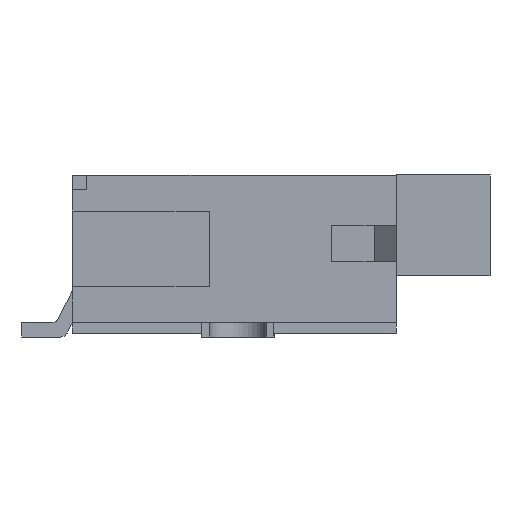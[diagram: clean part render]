
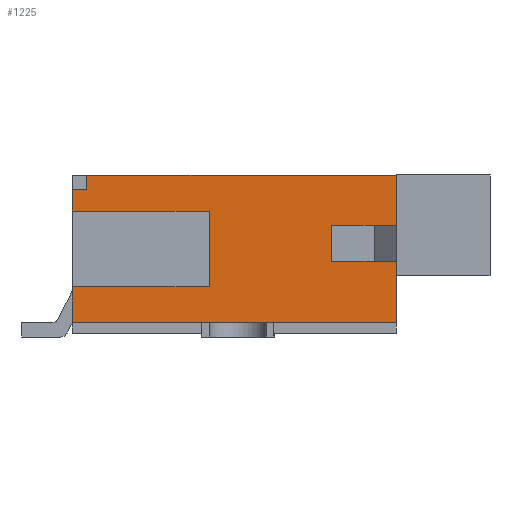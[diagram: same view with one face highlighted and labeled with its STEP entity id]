
A CAD part, left-side view. The second image highlights one B-rep face of the part: STEP entity #1225.
In plain terms, the highlighted planar face has unit normal (-1, 0, 0).
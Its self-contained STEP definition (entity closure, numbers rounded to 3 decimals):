
#1225 = ADVANCED_FACE( '', ( #2454 ), #2455, .T. );
#2454 = FACE_OUTER_BOUND( '', #3797, .T. );
#2455 = PLANE( '', #3798 );
#3797 = EDGE_LOOP( '', ( #6970, #6971, #6972, #6973, #6974, #6975, #6976, #6977, #6978, #6979, #6980, #6981, #6982, #6983 ) );
#3798 = AXIS2_PLACEMENT_3D( '', #6984, #6985, #6986 );
#6970 = ORIENTED_EDGE( '', *, *, #10710, .F. );
#6971 = ORIENTED_EDGE( '', *, *, #10587, .F. );
#6972 = ORIENTED_EDGE( '', *, *, #10781, .T. );
#6973 = ORIENTED_EDGE( '', *, *, #9629, .F. );
#6974 = ORIENTED_EDGE( '', *, *, #10782, .T. );
#6975 = ORIENTED_EDGE( '', *, *, #10783, .T. );
#6976 = ORIENTED_EDGE( '', *, *, #10784, .T. );
#6977 = ORIENTED_EDGE( '', *, *, #10569, .F. );
#6978 = ORIENTED_EDGE( '', *, *, #10632, .T. );
#6979 = ORIENTED_EDGE( '', *, *, #10785, .T. );
#6980 = ORIENTED_EDGE( '', *, *, #10786, .T. );
#6981 = ORIENTED_EDGE( '', *, *, #10394, .T. );
#6982 = ORIENTED_EDGE( '', *, *, #10787, .T. );
#6983 = ORIENTED_EDGE( '', *, *, #10788, .T. );
#6984 = CARTESIAN_POINT( '', ( -15.3, 0., 0. ) );
#6985 = DIRECTION( '', ( -1., 0., 0. ) );
#6986 = DIRECTION( '', ( 0., 0., 1. ) );
#9629 = EDGE_CURVE( '', #11841, #11837, #11843, .T. );
#10394 = EDGE_CURVE( '', #13118, #13116, #13119, .T. );
#10569 = EDGE_CURVE( '', #13380, #13370, #13382, .T. );
#10587 = EDGE_CURVE( '', #13408, #13410, #13411, .T. );
#10632 = EDGE_CURVE( '', #13380, #13470, #13472, .T. );
#10710 = EDGE_CURVE( '', #13410, #13588, #13589, .T. );
#10781 = EDGE_CURVE( '', #13408, #11837, #13675, .T. );
#10782 = EDGE_CURVE( '', #11841, #13676, #13677, .T. );
#10783 = EDGE_CURVE( '', #13676, #13678, #13679, .T. );
#10784 = EDGE_CURVE( '', #13678, #13370, #13680, .T. );
#10785 = EDGE_CURVE( '', #13470, #13681, #13682, .T. );
#10786 = EDGE_CURVE( '', #13681, #13118, #13683, .T. );
#10787 = EDGE_CURVE( '', #13116, #13684, #13685, .T. );
#10788 = EDGE_CURVE( '', #13684, #13588, #13686, .T. );
#11837 = VERTEX_POINT( '', #15055 );
#11841 = VERTEX_POINT( '', #15061 );
#11843 = LINE( '', #15064, #15065 );
#13116 = VERTEX_POINT( '', #16915 );
#13118 = VERTEX_POINT( '', #16918 );
#13119 = LINE( '', #16919, #16920 );
#13370 = VERTEX_POINT( '', #17299 );
#13380 = VERTEX_POINT( '', #17314 );
#13382 = LINE( '', #17317, #17318 );
#13408 = VERTEX_POINT( '', #17356 );
#13410 = VERTEX_POINT( '', #17359 );
#13411 = LINE( '', #17360, #17361 );
#13470 = VERTEX_POINT( '', #17450 );
#13472 = LINE( '', #17453, #17454 );
#13588 = VERTEX_POINT( '', #17639 );
#13589 = LINE( '', #17640, #17641 );
#13675 = LINE( '', #17779, #17780 );
#13676 = VERTEX_POINT( '', #17781 );
#13677 = LINE( '', #17782, #17783 );
#13678 = VERTEX_POINT( '', #17784 );
#13679 = LINE( '', #17785, #17786 );
#13680 = LINE( '', #17787, #17788 );
#13681 = VERTEX_POINT( '', #17789 );
#13682 = LINE( '', #17790, #17791 );
#13683 = LINE( '', #17792, #17793 );
#13684 = VERTEX_POINT( '', #17794 );
#13685 = LINE( '', #17795, #17796 );
#13686 = LINE( '', #17797, #17798 );
#15055 = CARTESIAN_POINT( '', ( -15.3, 2.25, 0.6 ) );
#15061 = CARTESIAN_POINT( '', ( -15.3, 0.35, 0.6 ) );
#15064 = CARTESIAN_POINT( '', ( -15.3, 0.35, 0.6 ) );
#15065 = VECTOR( '', #19077, 1000. );
#16915 = CARTESIAN_POINT( '', ( -15.3, -2.25, 0.4 ) );
#16918 = CARTESIAN_POINT( '', ( -15.3, -1.35, 0.4 ) );
#16919 = CARTESIAN_POINT( '', ( -15.3, -1.35, 0.4 ) );
#16920 = VECTOR( '', #19914, 1000. );
#17299 = CARTESIAN_POINT( '', ( -15.3, 2.25, -0.95 ) );
#17314 = CARTESIAN_POINT( '', ( -15.3, -2.25, -0.95 ) );
#17317 = CARTESIAN_POINT( '', ( -15.3, -2.25, -0.95 ) );
#17318 = VECTOR( '', #20058, 1000. );
#17356 = CARTESIAN_POINT( '', ( -15.3, 2.25, 0.9 ) );
#17359 = CARTESIAN_POINT( '', ( -15.3, 2.05, 0.9 ) );
#17360 = CARTESIAN_POINT( '', ( -15.3, 0., 0.9 ) );
#17361 = VECTOR( '', #20072, 1000. );
#17450 = CARTESIAN_POINT( '', ( -15.3, -2.25, -0.1 ) );
#17453 = CARTESIAN_POINT( '', ( -15.3, -2.25, -1.1 ) );
#17454 = VECTOR( '', #20107, 1000. );
#17639 = CARTESIAN_POINT( '', ( -15.3, 2.05, 1.1 ) );
#17640 = CARTESIAN_POINT( '', ( -15.3, 2.05, 0. ) );
#17641 = VECTOR( '', #20186, 1000. );
#17779 = CARTESIAN_POINT( '', ( -15.3, 2.25, 1.1 ) );
#17780 = VECTOR( '', #20248, 1000. );
#17781 = CARTESIAN_POINT( '', ( -15.3, 0.35, -0.45 ) );
#17782 = CARTESIAN_POINT( '', ( -15.3, 0.35, 0.6 ) );
#17783 = VECTOR( '', #20249, 1000. );
#17784 = CARTESIAN_POINT( '', ( -15.3, 2.25, -0.45 ) );
#17785 = CARTESIAN_POINT( '', ( -15.3, 0.35, -0.45 ) );
#17786 = VECTOR( '', #20250, 1000. );
#17787 = CARTESIAN_POINT( '', ( -15.3, 2.25, 1.1 ) );
#17788 = VECTOR( '', #20251, 1000. );
#17789 = CARTESIAN_POINT( '', ( -15.3, -1.35, -0.1 ) );
#17790 = CARTESIAN_POINT( '', ( -15.3, -2.25, -0.1 ) );
#17791 = VECTOR( '', #20252, 1000. );
#17792 = CARTESIAN_POINT( '', ( -15.3, -1.35, -0.1 ) );
#17793 = VECTOR( '', #20253, 1000. );
#17794 = CARTESIAN_POINT( '', ( -15.3, -2.25, 1.1 ) );
#17795 = CARTESIAN_POINT( '', ( -15.3, -2.25, -1.1 ) );
#17796 = VECTOR( '', #20254, 1000. );
#17797 = CARTESIAN_POINT( '', ( -15.3, -2.25, 1.1 ) );
#17798 = VECTOR( '', #20255, 1000. );
#19077 = DIRECTION( '', ( 0., 1., 0. ) );
#19914 = DIRECTION( '', ( 0., -1., 0. ) );
#20058 = DIRECTION( '', ( 0., 1., 0. ) );
#20072 = DIRECTION( '', ( 0., -1., 0. ) );
#20107 = DIRECTION( '', ( 0., 0., 1. ) );
#20186 = DIRECTION( '', ( 0., 0., 1. ) );
#20248 = DIRECTION( '', ( 0., 0., -1. ) );
#20249 = DIRECTION( '', ( 0., 0., -1. ) );
#20250 = DIRECTION( '', ( 0., 1., 0. ) );
#20251 = DIRECTION( '', ( 0., 0., -1. ) );
#20252 = DIRECTION( '', ( 0., 1., 0. ) );
#20253 = DIRECTION( '', ( 0., 0., 1. ) );
#20254 = DIRECTION( '', ( 0., 0., 1. ) );
#20255 = DIRECTION( '', ( 0., 1., 0. ) );
